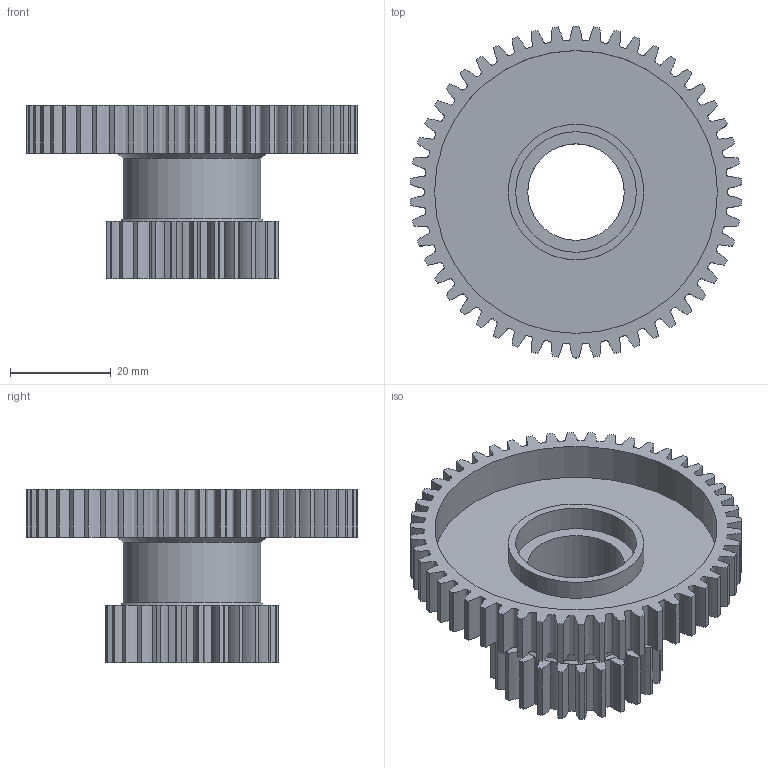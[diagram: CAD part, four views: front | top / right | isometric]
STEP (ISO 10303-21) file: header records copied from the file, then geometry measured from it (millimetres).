
FILE_DESCRIPTION(/* description */ (''),/* implementation_level */ '2;1');
FILE_NAME(/* name */ 'Double Gear, 20DP, 25T, 50T.stp',/* time_stamp */ '2023-05-13T12:23:21-05:00',/* author */ ('FIRSTMentor'),/* organization */ (''),/* preprocessor_version */ 'ST-DEVELOPER v19.2',/* originating_system */ 'Autodesk Inventor 2024',/* authorisation */ '');
FILE_SCHEMA (('AUTOMOTIVE_DESIGN { 1 0 10303 214 3 1 1 }'));
Length unit declared in the file: inch
Products named in the file (1): Double Gear, 20DP, 25T, 50T
Bounding box: 65.97 x 66.04 x 34.49 mm (x, y, z)
Volume: 19595.9 mm3; surface area: 17175.8 mm2
Topology: 1 solids, 1 shells, 218 faces, 626 edges, 417 vertices
Faces by surface type: cylinder 157, bspline 50, plane 9, cone 2
Full cylindrical faces by diameter (mm): 19.202 x1, 24 x2, 25.552 x1, 26.987 x1, 27.432 x1, 56.282 x1
Entity records: 19848 total; most frequent: CARTESIAN_POINT 14112, ORIENTED_EDGE 1252, DIRECTION 1181, EDGE_CURVE 626, AXIS2_PLACEMENT_3D 486, VERTEX_POINT 417, CIRCLE 317, EDGE_LOOP 227
